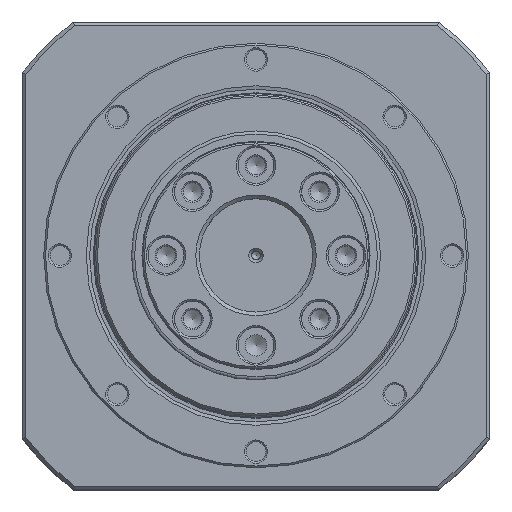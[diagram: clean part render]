
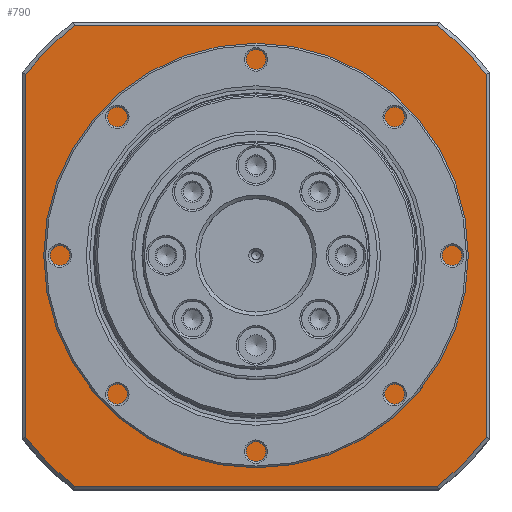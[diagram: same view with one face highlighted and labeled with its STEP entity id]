
A CAD part, top view. The second image highlights one B-rep face of the part: STEP entity #790.
In plain terms, the highlighted planar face has unit normal (0, 0, 1).
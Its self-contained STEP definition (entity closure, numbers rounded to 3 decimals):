
#349=PLANE('',#5853);
#790=ADVANCED_FACE('',(#2159,#2160),#349,.T.);
#1311=CIRCLE('',#5848,81.5);
#1312=CIRCLE('',#5849,81.5);
#1313=CIRCLE('',#5850,81.5);
#1314=CIRCLE('',#5851,81.5);
#1315=CIRCLE('',#5852,40.);
#1470=LINE('',#9046,#1608);
#1471=LINE('',#9050,#1609);
#1472=LINE('',#9054,#1610);
#1473=LINE('',#9058,#1611);
#1608=VECTOR('',#7418,1.);
#1609=VECTOR('',#7421,1.);
#1610=VECTOR('',#7424,1.);
#1611=VECTOR('',#7427,1.);
#2159=FACE_BOUND('',#2817,.T.);
#2160=FACE_BOUND('',#2818,.T.);
#2817=EDGE_LOOP('',(#3934,#3935,#3936,#3937,#3938,#3939,#3940,#3941));
#2818=EDGE_LOOP('',(#3942));
#3934=ORIENTED_EDGE('',*,*,#5067,.T.);
#3935=ORIENTED_EDGE('',*,*,#5068,.T.);
#3936=ORIENTED_EDGE('',*,*,#5069,.T.);
#3937=ORIENTED_EDGE('',*,*,#5070,.T.);
#3938=ORIENTED_EDGE('',*,*,#5071,.T.);
#3939=ORIENTED_EDGE('',*,*,#5072,.T.);
#3940=ORIENTED_EDGE('',*,*,#5073,.T.);
#3941=ORIENTED_EDGE('',*,*,#5074,.T.);
#3942=ORIENTED_EDGE('',*,*,#5075,.T.);
#4501=VERTEX_POINT('',#9044);
#4502=VERTEX_POINT('',#9045);
#4503=VERTEX_POINT('',#9047);
#4504=VERTEX_POINT('',#9049);
#4505=VERTEX_POINT('',#9051);
#4506=VERTEX_POINT('',#9053);
#4507=VERTEX_POINT('',#9055);
#4508=VERTEX_POINT('',#9057);
#4509=VERTEX_POINT('',#9060);
#5067=EDGE_CURVE('',#4501,#4502,#1311,.T.);
#5068=EDGE_CURVE('',#4502,#4503,#1470,.T.);
#5069=EDGE_CURVE('',#4503,#4504,#1312,.T.);
#5070=EDGE_CURVE('',#4504,#4505,#1471,.T.);
#5071=EDGE_CURVE('',#4505,#4506,#1313,.T.);
#5072=EDGE_CURVE('',#4506,#4507,#1472,.T.);
#5073=EDGE_CURVE('',#4507,#4508,#1314,.T.);
#5074=EDGE_CURVE('',#4508,#4501,#1473,.T.);
#5075=EDGE_CURVE('',#4509,#4509,#1315,.T.);
#5848=AXIS2_PLACEMENT_3D('',#9043,#7416,#7417);
#5849=AXIS2_PLACEMENT_3D('',#9048,#7419,#7420);
#5850=AXIS2_PLACEMENT_3D('',#9052,#7422,#7423);
#5851=AXIS2_PLACEMENT_3D('',#9056,#7425,#7426);
#5852=AXIS2_PLACEMENT_3D('',#9059,#7428,#7429);
#5853=AXIS2_PLACEMENT_3D('',#9061,#7430,#7431);
#7416=DIRECTION('',(0.,0.,1.));
#7417=DIRECTION('',(1.,0.,0.));
#7418=DIRECTION('',(0.,1.,0.));
#7419=DIRECTION('',(0.,0.,1.));
#7420=DIRECTION('',(1.,0.,0.));
#7421=DIRECTION('',(-1.,0.,0.));
#7422=DIRECTION('',(0.,0.,1.));
#7423=DIRECTION('',(1.,0.,0.));
#7424=DIRECTION('',(0.,-1.,0.));
#7425=DIRECTION('',(0.,0.,1.));
#7426=DIRECTION('',(1.,0.,0.));
#7427=DIRECTION('',(1.,0.,0.));
#7428=DIRECTION('',(0.,0.,-1.));
#7429=DIRECTION('',(1.,0.,0.));
#7430=DIRECTION('',(0.,0.,1.));
#7431=DIRECTION('',(1.,0.,0.));
#9043=CARTESIAN_POINT('',(0.,0.,21.1));
#9044=CARTESIAN_POINT('',(50.46,-64.,21.1));
#9045=CARTESIAN_POINT('',(64.,-50.46,21.1));
#9046=CARTESIAN_POINT('',(64.,50.806,21.1));
#9047=CARTESIAN_POINT('',(64.,50.46,21.1));
#9048=CARTESIAN_POINT('',(0.,0.,21.1));
#9049=CARTESIAN_POINT('',(50.46,64.,21.1));
#9050=CARTESIAN_POINT('',(-50.806,64.,21.1));
#9051=CARTESIAN_POINT('',(-50.46,64.,21.1));
#9052=CARTESIAN_POINT('',(0.,0.,21.1));
#9053=CARTESIAN_POINT('',(-64.,50.46,21.1));
#9054=CARTESIAN_POINT('',(-64.,-50.806,21.1));
#9055=CARTESIAN_POINT('',(-64.,-50.46,21.1));
#9056=CARTESIAN_POINT('',(0.,0.,21.1));
#9057=CARTESIAN_POINT('',(-50.46,-64.,21.1));
#9058=CARTESIAN_POINT('',(50.806,-64.,21.1));
#9059=CARTESIAN_POINT('',(0.,0.,21.1));
#9060=CARTESIAN_POINT('',(40.,0.,21.1));
#9061=CARTESIAN_POINT('',(0.,0.,21.1));
